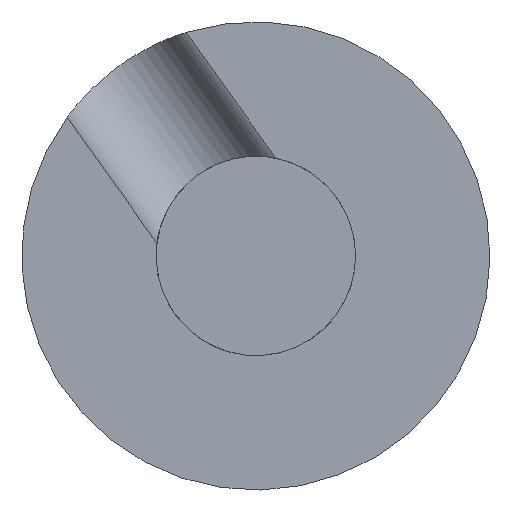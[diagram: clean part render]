
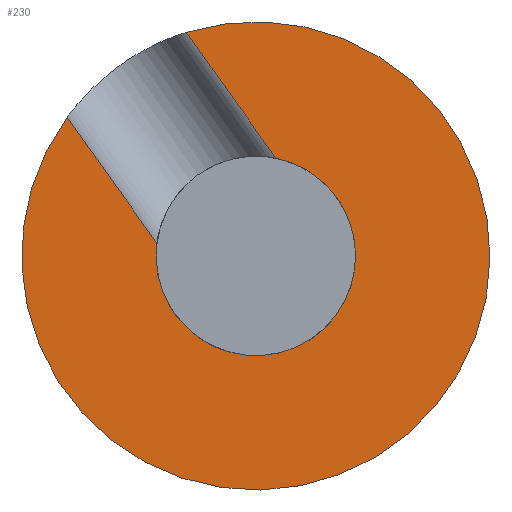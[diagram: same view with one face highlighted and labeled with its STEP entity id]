
A CAD part, left-side view. The second image highlights one B-rep face of the part: STEP entity #230.
In plain terms, the highlighted planar face has unit normal (-1, 0, 0).
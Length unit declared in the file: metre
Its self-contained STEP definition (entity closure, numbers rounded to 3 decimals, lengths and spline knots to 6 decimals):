
#24=PLANE('',#260);
#46=LINE('',#396,#62);
#47=LINE('',#397,#63);
#62=VECTOR('',#306,1.);
#63=VECTOR('',#307,1.);
#103=ORIENTED_EDGE('',*,*,#148,.T.);
#104=ORIENTED_EDGE('',*,*,#149,.F.);
#105=ORIENTED_EDGE('',*,*,#133,.F.);
#106=ORIENTED_EDGE('',*,*,#150,.T.);
#133=EDGE_CURVE('',#163,#164,#181,.T.);
#148=EDGE_CURVE('',#174,#175,#184,.T.);
#149=EDGE_CURVE('',#164,#175,#46,.T.);
#150=EDGE_CURVE('',#163,#174,#47,.T.);
#163=VERTEX_POINT('',#345);
#164=VERTEX_POINT('',#346);
#174=VERTEX_POINT('',#394);
#175=VERTEX_POINT('',#395);
#181=CIRCLE('',#251,0.003175);
#184=CIRCLE('',#261,0.001353);
#195=EDGE_LOOP('',(#103,#104,#105,#106));
#211=FACE_BOUND('',#195,.T.);
#230=ADVANCED_FACE('',(#211),#24,.F.);
#251=AXIS2_PLACEMENT_3D('',#344,#276,#277);
#260=AXIS2_PLACEMENT_3D('',#392,#302,#303);
#261=AXIS2_PLACEMENT_3D('',#393,#304,#305);
#276=DIRECTION('',(1.,0.,0.));
#277=DIRECTION('',(0.,-0.07,-0.998));
#302=DIRECTION('',(1.,0.,0.));
#303=DIRECTION('',(0.,-0.998,0.07));
#304=DIRECTION('',(1.,0.,0.));
#305=DIRECTION('',(0.,-0.07,-0.998));
#306=DIRECTION('',(0.,-0.581,-0.814));
#307=DIRECTION('',(0.,-0.581,-0.814));
#344=CARTESIAN_POINT('',(-0.031317,0.473259,-0.039531));
#345=CARTESIAN_POINT('',(-0.031317,0.474203,-0.036499));
#346=CARTESIAN_POINT('',(-0.031317,0.475818,-0.037651));
#392=CARTESIAN_POINT('',(-0.031317,0.568977,0.025757));
#393=CARTESIAN_POINT('',(-0.031317,0.473259,-0.039531));
#394=CARTESIAN_POINT('',(-0.031317,0.472985,-0.038206));
#395=CARTESIAN_POINT('',(-0.031317,0.4746,-0.039358));
#396=CARTESIAN_POINT('',(-0.031317,0.475651,-0.037886));
#397=CARTESIAN_POINT('',(-0.031317,0.474035,-0.036734));
